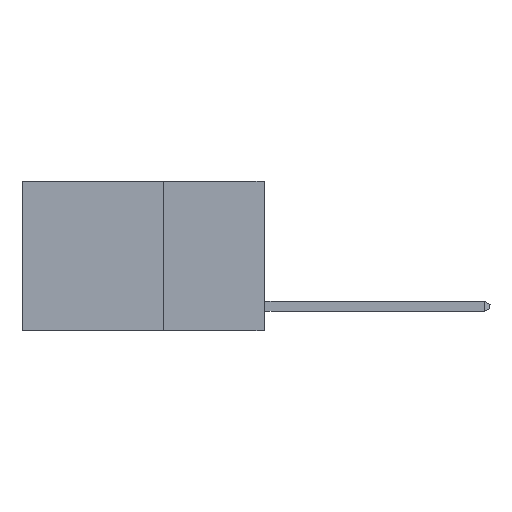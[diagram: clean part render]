
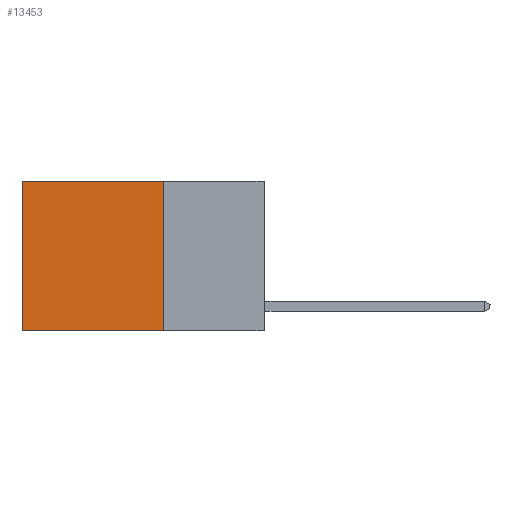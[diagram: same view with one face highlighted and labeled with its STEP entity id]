
A CAD part, left-side view. The second image highlights one B-rep face of the part: STEP entity #13453.
In plain terms, the highlighted planar face has unit normal (-1, 0, 0).
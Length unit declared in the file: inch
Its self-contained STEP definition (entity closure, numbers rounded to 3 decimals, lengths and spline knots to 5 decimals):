
#1615 = VECTOR ( 'NONE', #5025, 39.37008 ) ;
#1800 = CARTESIAN_POINT ( 'NONE',  ( 0.2625, 0.25, 0. ) ) ;
#1886 = CARTESIAN_POINT ( 'NONE',  ( 0.2625, 0.25, 0. ) ) ;
#1956 = CARTESIAN_POINT ( 'NONE',  ( 0.2625, 0.6, -0.37 ) ) ;
#2082 = VECTOR ( 'NONE', #13590, 39.37008 ) ;
#3193 = CARTESIAN_POINT ( 'NONE',  ( 0.2625, 0.25, 0. ) ) ;
#3269 = AXIS2_PLACEMENT_3D ( 'NONE', #3193, #12545, #4762 ) ;
#3724 = LINE ( 'NONE', #7861, #1615 ) ;
#3821 = EDGE_LOOP ( 'NONE', ( #13563, #7093, #12046, #15691 ) ) ;
#4177 = LINE ( 'NONE', #7144, #11874 ) ;
#4212 = VERTEX_POINT ( 'NONE', #1956 ) ;
#4392 = CARTESIAN_POINT ( 'NONE',  ( 0.2625, 0.25, 0. ) ) ;
#4762 = DIRECTION ( 'NONE',  ( 0., 0., -1. ) ) ;
#4862 = DIRECTION ( 'NONE',  ( 0., 1., 0. ) ) ;
#4967 = CARTESIAN_POINT ( 'NONE',  ( 0.2625, 0.25, -0.37 ) ) ;
#5025 = DIRECTION ( 'NONE',  ( 0., 1., 0. ) ) ;
#5084 = VERTEX_POINT ( 'NONE', #1800 ) ;
#5766 = EDGE_CURVE ( 'NONE', #5084, #16427, #14963, .T. ) ;
#6602 = VECTOR ( 'NONE', #4862, 39.37008 ) ;
#6616 = EDGE_CURVE ( 'NONE', #12808, #4212, #4177, .T. ) ;
#7093 = ORIENTED_EDGE ( 'NONE', *, *, #14921, .F. ) ;
#7144 = CARTESIAN_POINT ( 'NONE',  ( 0.2625, 0.6, 0. ) ) ;
#7612 = LINE ( 'NONE', #1886, #6602 ) ;
#7861 = CARTESIAN_POINT ( 'NONE',  ( 0.2625, 0.25, -0.37 ) ) ;
#10991 = DIRECTION ( 'NONE',  ( 0., 0., -1. ) ) ;
#11148 = PLANE ( 'NONE',  #3269 ) ;
#11417 = FACE_OUTER_BOUND ( 'NONE', #3821, .T. ) ;
#11507 = EDGE_CURVE ( 'NONE', #5084, #12808, #7612, .T. ) ;
#11874 = VECTOR ( 'NONE', #10991, 39.37008 ) ;
#12046 = ORIENTED_EDGE ( 'NONE', *, *, #5766, .F. ) ;
#12545 = DIRECTION ( 'NONE',  ( 1., 0., 0. ) ) ;
#12808 = VERTEX_POINT ( 'NONE', #15083 ) ;
#13453 = ADVANCED_FACE ( 'NONE', ( #11417 ), #11148, .F. ) ;
#13563 = ORIENTED_EDGE ( 'NONE', *, *, #6616, .T. ) ;
#13590 = DIRECTION ( 'NONE',  ( 0., 0., -1. ) ) ;
#14921 = EDGE_CURVE ( 'NONE', #16427, #4212, #3724, .T. ) ;
#14963 = LINE ( 'NONE', #4392, #2082 ) ;
#15083 = CARTESIAN_POINT ( 'NONE',  ( 0.2625, 0.6, 0. ) ) ;
#15691 = ORIENTED_EDGE ( 'NONE', *, *, #11507, .T. ) ;
#16427 = VERTEX_POINT ( 'NONE', #4967 ) ;
